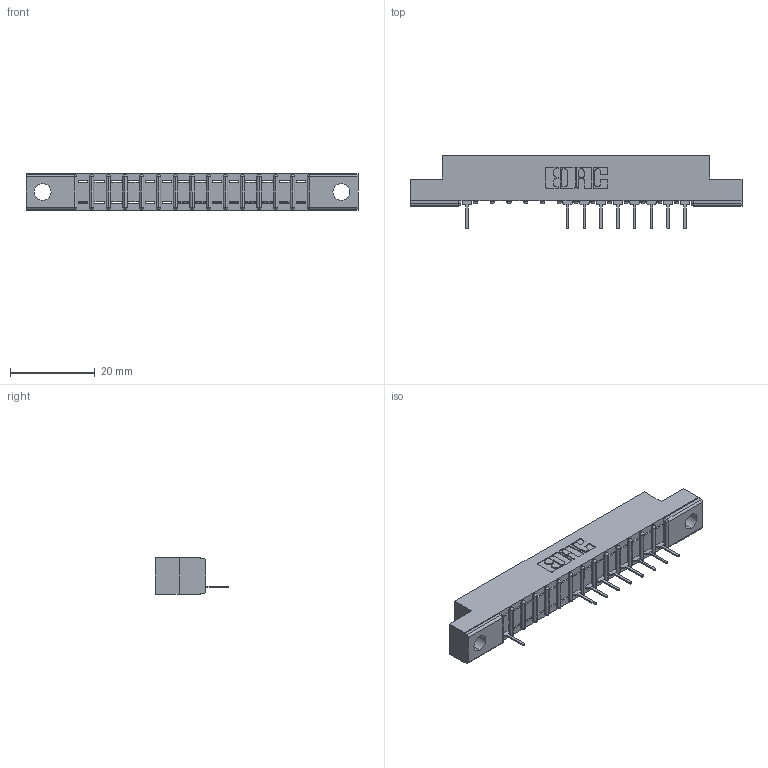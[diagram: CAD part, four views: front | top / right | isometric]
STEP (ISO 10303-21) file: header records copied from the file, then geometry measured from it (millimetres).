
FILE_DESCRIPTION (( 'STEP AP203' ), '1' );
FILE_NAME ('307-014-531-102.STEP', '2018-08-03T00:26:18', ( '' ), ( '' ), 'SwSTEP 2.0', 'SolidWorks 2016', '' );
FILE_SCHEMA (( 'CONFIG_CONTROL_DESIGN' ));
Length unit declared in the file: inch
Products named in the file (3): 307 Part_.128 Dia Mounting Holes; 307-290-001_531; 307-014-531-102
Assembly tree (10 placements, depth 2):
  307-014-531-102
    307 Part_.128 Dia Mounting Holes
    307-290-001_531  x9
Bounding box: 78.49 x 17.42 x 8.71 mm (x, y, z)
Volume: 4798.4 mm3; surface area: 6439.3 mm2
Topology: 10 solids, 10 shells, 737 faces, 2101 edges, 1346 vertices
Faces by surface type: plane 463, cylinder 244, sphere 30
Entity records: 15264 total; most frequent: CARTESIAN_POINT 2583, ORIENTED_EDGE 2574, DIRECTION 2523, EDGE_CURVE 1287, LINE 975, VECTOR 975, VERTEX_POINT 834, AXIS2_PLACEMENT_3D 774
